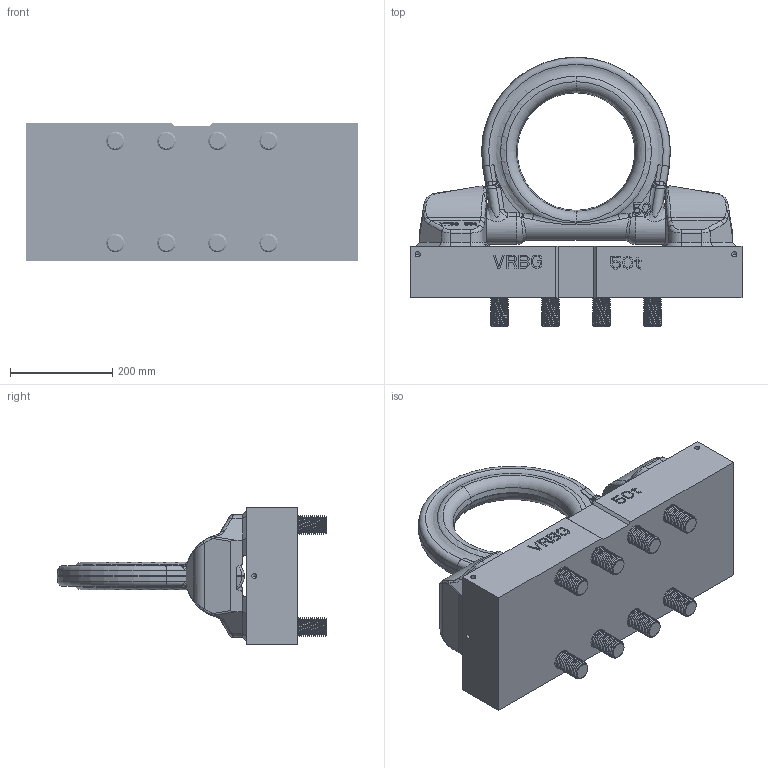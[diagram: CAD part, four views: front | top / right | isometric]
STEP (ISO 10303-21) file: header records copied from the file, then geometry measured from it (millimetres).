
FILE_DESCRIPTION((''),'2;1');
FILE_NAME('001-M31021-DXF_ASM','2014-01-16T',('Andreas.Wendler'),(''),'PRO/ENGINEER BY PARAMETRIC TECHNOLOGY CORPORATION, 2010140','PRO/ENGINEER BY PARAMETRIC TECHNOLOGY CORPORATION, 2010140','');
FILE_SCHEMA(('CONFIG_CONTROL_DESIGN'));
Products named in the file (6): 001-M31021-RT1_AF0; 001-M09071-RT4_AF1; 001-M09071-RT4_AF0; 001-M31116-P-1; 001-M31001-RT5; 001-M31021-DXF_ASM
Assembly tree (12 placements, depth 2):
  001-M31021-DXF_ASM
    001-M31021-RT1_AF0
    001-M09071-RT4_AF1
    001-M09071-RT4_AF0
    001-M31116-P-1  x8
    001-M31001-RT5
Bounding box: 650 x 528 x 270 mm (x, y, z)
Volume: 25116615 mm3; surface area: 1373874.7 mm2
Topology: 12 solids, 12 shells, 2096 faces, 5687 edges, 3675 vertices
Faces by surface type: plane 1210, cylinder 447, bspline 282, cone 62, extrusion 52, torus 39, sphere 4
Entity records: 68620 total; most frequent: CARTESIAN_POINT 29546, ORIENTED_EDGE 8742, DIRECTION 6980, EDGE_CURVE 4371, VECTOR 3268, LINE 3216, VERTEX_POINT 2835, AXIS2_PLACEMENT_3D 1856
